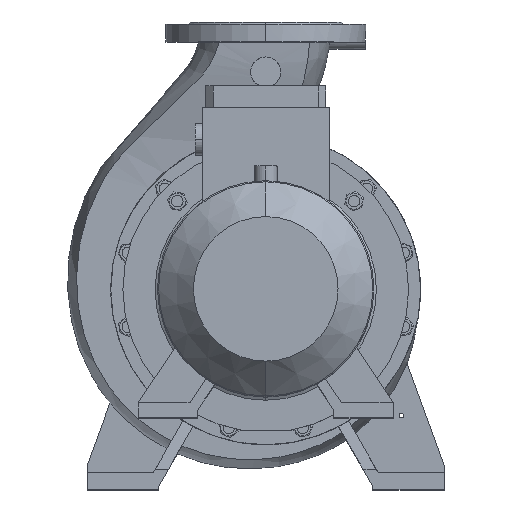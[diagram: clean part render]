
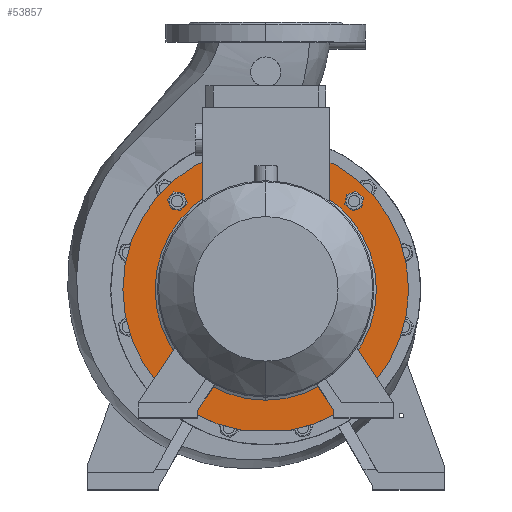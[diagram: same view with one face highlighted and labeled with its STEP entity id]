
A CAD part, top view. The second image highlights one B-rep face of the part: STEP entity #53857.
In plain terms, the highlighted planar face has unit normal (0, 0, 1).
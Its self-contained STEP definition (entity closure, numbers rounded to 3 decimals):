
#296 = CIRCLE ( 'NONE', #34278, 11.4 ) ;
#383 = DIRECTION ( 'NONE',  ( 0., 0., -1. ) ) ;
#1328 = CIRCLE ( 'NONE', #56792, 155. ) ;
#4859 = CARTESIAN_POINT ( 'NONE',  ( 123.744, 123.744, 279. ) ) ;
#6091 = DIRECTION ( 'NONE',  ( 0., -1., 0. ) ) ;
#6459 = CARTESIAN_POINT ( 'NONE',  ( 0., 200., 279. ) ) ;
#6725 = FACE_OUTER_BOUND ( 'NONE', #26284, .T. ) ;
#6728 = AXIS2_PLACEMENT_3D ( 'NONE', #20944, #15348, #32846 ) ;
#7486 = AXIS2_PLACEMENT_3D ( 'NONE', #49904, #21058, #10171 ) ;
#7512 = DIRECTION ( 'NONE',  ( 0., -1., 0. ) ) ;
#7689 = VERTEX_POINT ( 'NONE', #46463 ) ;
#8800 = EDGE_CURVE ( 'NONE', #22629, #28678, #71940, .T. ) ;
#8999 = VERTEX_POINT ( 'NONE', #12143 ) ;
#10171 = DIRECTION ( 'NONE',  ( 0., -1., 0. ) ) ;
#10367 = FACE_BOUND ( 'NONE', #36529, .T. ) ;
#10619 = VERTEX_POINT ( 'NONE', #14132 ) ;
#11380 = DIRECTION ( 'NONE',  ( 1., 0., 0. ) ) ;
#11404 = DIRECTION ( 'NONE',  ( 0., 0., 1. ) ) ;
#11780 = EDGE_CURVE ( 'NONE', #34482, #36964, #73524, .T. ) ;
#11885 = CARTESIAN_POINT ( 'NONE',  ( 121.764, 112.517, 279. ) ) ;
#12038 = DIRECTION ( 'NONE',  ( 0., 0., -1. ) ) ;
#12143 = CARTESIAN_POINT ( 'NONE',  ( -112.517, 121.764, 279. ) ) ;
#14132 = CARTESIAN_POINT ( 'NONE',  ( -121.764, -112.517, 279. ) ) ;
#15348 = DIRECTION ( 'NONE',  ( 0., 0., 1. ) ) ;
#17221 = ORIENTED_EDGE ( 'NONE', *, *, #57700, .F. ) ;
#17806 = DIRECTION ( 'NONE',  ( 0., -1., 0. ) ) ;
#19261 = ORIENTED_EDGE ( 'NONE', *, *, #51423, .F. ) ;
#19360 = ORIENTED_EDGE ( 'NONE', *, *, #33398, .T. ) ;
#20944 = CARTESIAN_POINT ( 'NONE',  ( 123.744, -123.744, 279. ) ) ;
#21058 = DIRECTION ( 'NONE',  ( 0., 0., 1. ) ) ;
#21841 = AXIS2_PLACEMENT_3D ( 'NONE', #46730, #12038, #23681 ) ;
#22629 = VERTEX_POINT ( 'NONE', #72527 ) ;
#23681 = DIRECTION ( 'NONE',  ( 0., 1., 0. ) ) ;
#25275 = DIRECTION ( 'NONE',  ( 0., 0., 1. ) ) ;
#25753 = FACE_BOUND ( 'NONE', #45907, .T. ) ;
#25943 = CARTESIAN_POINT ( 'NONE',  ( 0., 0., 279. ) ) ;
#26284 = EDGE_LOOP ( 'NONE', ( #66713, #17221, #42657 ) ) ;
#26758 = EDGE_CURVE ( 'NONE', #10619, #51404, #57471, .T. ) ;
#26984 = CARTESIAN_POINT ( 'NONE',  ( 0., 0., 279. ) ) ;
#27276 = ORIENTED_EDGE ( 'NONE', *, *, #72028, .F. ) ;
#28083 = AXIS2_PLACEMENT_3D ( 'NONE', #36435, #25275, #42511 ) ;
#28678 = VERTEX_POINT ( 'NONE', #63762 ) ;
#29987 = CIRCLE ( 'NONE', #31672, 11.4 ) ;
#30255 = CARTESIAN_POINT ( 'NONE',  ( 0., 0., 279. ) ) ;
#31054 = AXIS2_PLACEMENT_3D ( 'NONE', #62892, #11404, #6091 ) ;
#31672 = AXIS2_PLACEMENT_3D ( 'NONE', #4859, #50891, #61691 ) ;
#32434 = CIRCLE ( 'NONE', #6728, 11.4 ) ;
#32846 = DIRECTION ( 'NONE',  ( 0., -1., 0. ) ) ;
#33398 = EDGE_CURVE ( 'NONE', #51099, #73306, #69017, .T. ) ;
#34278 = AXIS2_PLACEMENT_3D ( 'NONE', #43985, #60572, #72162 ) ;
#34332 = EDGE_LOOP ( 'NONE', ( #72275, #55342 ) ) ;
#34482 = VERTEX_POINT ( 'NONE', #11885 ) ;
#36130 = CARTESIAN_POINT ( 'NONE',  ( 134.97, -125.723, 279. ) ) ;
#36435 = CARTESIAN_POINT ( 'NONE',  ( -123.744, -123.744, 279. ) ) ;
#36529 = EDGE_LOOP ( 'NONE', ( #42328, #19360 ) ) ;
#36964 = VERTEX_POINT ( 'NONE', #52691 ) ;
#40625 = CARTESIAN_POINT ( 'NONE',  ( 0., 200., 279. ) ) ;
#41653 = DIRECTION ( 'NONE',  ( 0., 0., 1. ) ) ;
#41683 = ORIENTED_EDGE ( 'NONE', *, *, #11780, .F. ) ;
#42056 = FACE_BOUND ( 'NONE', #55990, .T. ) ;
#42271 = AXIS2_PLACEMENT_3D ( 'NONE', #71616, #65295, #7512 ) ;
#42328 = ORIENTED_EDGE ( 'NONE', *, *, #68263, .T. ) ;
#42511 = DIRECTION ( 'NONE',  ( 0., -1., 0. ) ) ;
#42657 = ORIENTED_EDGE ( 'NONE', *, *, #57684, .F. ) ;
#43985 = CARTESIAN_POINT ( 'NONE',  ( -123.744, 123.744, 279. ) ) ;
#45338 = CARTESIAN_POINT ( 'NONE',  ( 0., -155., 279. ) ) ;
#45684 = FACE_BOUND ( 'NONE', #65324, .T. ) ;
#45907 = EDGE_LOOP ( 'NONE', ( #57104, #19261 ) ) ;
#46264 = AXIS2_PLACEMENT_3D ( 'NONE', #25943, #71606, #66256 ) ;
#46463 = CARTESIAN_POINT ( 'NONE',  ( -134.97, 125.723, 279. ) ) ;
#46700 = DIRECTION ( 'NONE',  ( 0., -1., 0. ) ) ;
#46721 = CARTESIAN_POINT ( 'NONE',  ( -123.744, 123.744, 279. ) ) ;
#46730 = CARTESIAN_POINT ( 'NONE',  ( 0., 0., 279. ) ) ;
#47415 = CIRCLE ( 'NONE', #7486, 11.4 ) ;
#49353 = CARTESIAN_POINT ( 'NONE',  ( 0., 155., 279. ) ) ;
#49904 = CARTESIAN_POINT ( 'NONE',  ( 123.744, -123.744, 279. ) ) ;
#50323 = EDGE_CURVE ( 'NONE', #7689, #8999, #296, .T. ) ;
#50463 = DIRECTION ( 'NONE',  ( 0., 0., -1. ) ) ;
#50545 = EDGE_CURVE ( 'NONE', #8999, #7689, #66311, .T. ) ;
#50891 = DIRECTION ( 'NONE',  ( 0., 0., 1. ) ) ;
#51099 = VERTEX_POINT ( 'NONE', #45338 ) ;
#51404 = VERTEX_POINT ( 'NONE', #65342 ) ;
#51423 = EDGE_CURVE ( 'NONE', #51404, #10619, #56516, .T. ) ;
#51634 = VERTEX_POINT ( 'NONE', #36130 ) ;
#52194 = PLANE ( 'NONE',  #54966 ) ;
#52457 = DIRECTION ( 'NONE',  ( 0., 0., -1. ) ) ;
#52691 = CARTESIAN_POINT ( 'NONE',  ( 125.723, 134.97, 279. ) ) ;
#53857 = ADVANCED_FACE ( 'NONE', ( #70841, #45684, #25753, #42056, #6725, #10367 ), #52194, .T. ) ;
#54110 = EDGE_CURVE ( 'NONE', #51634, #67874, #47415, .T. ) ;
#54966 = AXIS2_PLACEMENT_3D ( 'NONE', #6459, #41653, #46700 ) ;
#55342 = ORIENTED_EDGE ( 'NONE', *, *, #50323, .T. ) ;
#55990 = EDGE_LOOP ( 'NONE', ( #27276, #58562 ) ) ;
#56057 = CARTESIAN_POINT ( 'NONE',  ( 112.517, -121.764, 279. ) ) ;
#56474 = AXIS2_PLACEMENT_3D ( 'NONE', #46721, #52457, #17806 ) ;
#56516 = CIRCLE ( 'NONE', #28083, 11.4 ) ;
#56792 = AXIS2_PLACEMENT_3D ( 'NONE', #26984, #50463, #67036 ) ;
#57104 = ORIENTED_EDGE ( 'NONE', *, *, #26758, .F. ) ;
#57471 = CIRCLE ( 'NONE', #42271, 11.4 ) ;
#57617 = CARTESIAN_POINT ( 'NONE',  ( -200., -197., 279. ) ) ;
#57684 = EDGE_CURVE ( 'NONE', #22629, #66746, #70214, .T. ) ;
#57700 = EDGE_CURVE ( 'NONE', #66746, #28678, #58533, .T. ) ;
#58015 = DIRECTION ( 'NONE',  ( 0., 1., 0. ) ) ;
#58533 = CIRCLE ( 'NONE', #21841, 200. ) ;
#58562 = ORIENTED_EDGE ( 'NONE', *, *, #54110, .F. ) ;
#60572 = DIRECTION ( 'NONE',  ( 0., 0., -1. ) ) ;
#61691 = DIRECTION ( 'NONE',  ( 0., -1., 0. ) ) ;
#62892 = CARTESIAN_POINT ( 'NONE',  ( 123.744, 123.744, 279. ) ) ;
#63743 = EDGE_CURVE ( 'NONE', #36964, #34482, #29987, .T. ) ;
#63762 = CARTESIAN_POINT ( 'NONE',  ( 34.511, -197., 279. ) ) ;
#64674 = VECTOR ( 'NONE', #11380, 1000. ) ;
#65295 = DIRECTION ( 'NONE',  ( 0., 0., 1. ) ) ;
#65324 = EDGE_LOOP ( 'NONE', ( #41683, #68096 ) ) ;
#65342 = CARTESIAN_POINT ( 'NONE',  ( -125.723, -134.97, 279. ) ) ;
#66256 = DIRECTION ( 'NONE',  ( 0., 1., 0. ) ) ;
#66311 = CIRCLE ( 'NONE', #56474, 11.4 ) ;
#66713 = ORIENTED_EDGE ( 'NONE', *, *, #8800, .T. ) ;
#66746 = VERTEX_POINT ( 'NONE', #40625 ) ;
#67036 = DIRECTION ( 'NONE',  ( 0., 1., 0. ) ) ;
#67874 = VERTEX_POINT ( 'NONE', #56057 ) ;
#68096 = ORIENTED_EDGE ( 'NONE', *, *, #63743, .F. ) ;
#68230 = AXIS2_PLACEMENT_3D ( 'NONE', #30255, #383, #58015 ) ;
#68263 = EDGE_CURVE ( 'NONE', #73306, #51099, #1328, .T. ) ;
#69017 = CIRCLE ( 'NONE', #46264, 155. ) ;
#70214 = CIRCLE ( 'NONE', #68230, 200. ) ;
#70841 = FACE_BOUND ( 'NONE', #34332, .T. ) ;
#71606 = DIRECTION ( 'NONE',  ( 0., 0., -1. ) ) ;
#71616 = CARTESIAN_POINT ( 'NONE',  ( -123.744, -123.744, 279. ) ) ;
#71940 = LINE ( 'NONE', #57617, #64674 ) ;
#72028 = EDGE_CURVE ( 'NONE', #67874, #51634, #32434, .T. ) ;
#72162 = DIRECTION ( 'NONE',  ( 0., -1., 0. ) ) ;
#72275 = ORIENTED_EDGE ( 'NONE', *, *, #50545, .T. ) ;
#72527 = CARTESIAN_POINT ( 'NONE',  ( -34.511, -197., 279. ) ) ;
#73306 = VERTEX_POINT ( 'NONE', #49353 ) ;
#73524 = CIRCLE ( 'NONE', #31054, 11.4 ) ;
